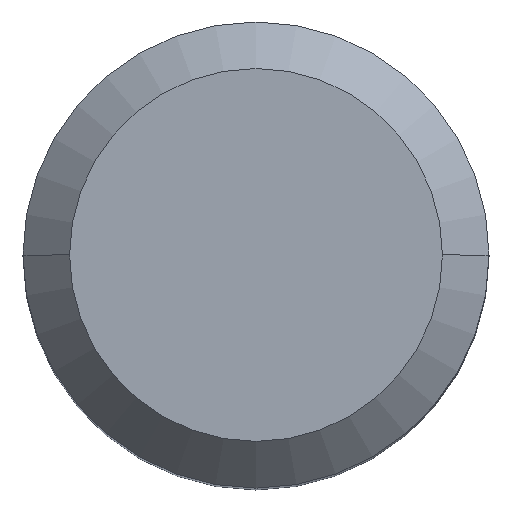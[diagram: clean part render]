
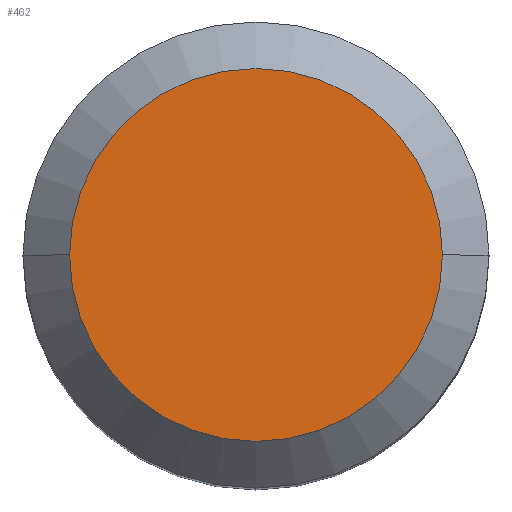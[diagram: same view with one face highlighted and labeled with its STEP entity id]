
A CAD part, top view. The second image highlights one B-rep face of the part: STEP entity #462.
In plain terms, the highlighted planar face has unit normal (0, 0, 1).
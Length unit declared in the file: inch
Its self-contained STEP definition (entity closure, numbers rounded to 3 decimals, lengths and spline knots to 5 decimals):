
#26 = CARTESIAN_POINT ( 'NONE',  ( 0., 0., 0. ) ) ;
#45 = VERTEX_POINT ( 'NONE', #201 ) ;
#57 = CIRCLE ( 'NONE', #119, 0.31496 ) ;
#80 = DIRECTION ( 'NONE',  ( 0., 0., 1. ) ) ;
#105 = CARTESIAN_POINT ( 'NONE',  ( 0., 0., 0. ) ) ;
#107 = CARTESIAN_POINT ( 'NONE',  ( 0., 0., 0. ) ) ;
#119 = AXIS2_PLACEMENT_3D ( 'NONE', #26, #177, #309 ) ;
#143 = DIRECTION ( 'NONE',  ( 1., 0., 0. ) ) ;
#170 = DIRECTION ( 'NONE',  ( -1., 0., 0. ) ) ;
#177 = DIRECTION ( 'NONE',  ( 0., 0., 1. ) ) ;
#185 = DIRECTION ( 'NONE',  ( 0., 0., -1. ) ) ;
#201 = CARTESIAN_POINT ( 'NONE',  ( 0.31496, 0., 0. ) ) ;
#211 = AXIS2_PLACEMENT_3D ( 'NONE', #107, #185, #170 ) ;
#218 = CARTESIAN_POINT ( 'NONE',  ( -0.31496, 0., 0. ) ) ;
#262 = EDGE_LOOP ( 'NONE', ( #301, #361 ) ) ;
#295 = PLANE ( 'NONE',  #211 ) ;
#301 = ORIENTED_EDGE ( 'NONE', *, *, #401, .T. ) ;
#309 = DIRECTION ( 'NONE',  ( 1., 0., 0. ) ) ;
#320 = CIRCLE ( 'NONE', #383, 0.31496 ) ;
#328 = VERTEX_POINT ( 'NONE', #218 ) ;
#361 = ORIENTED_EDGE ( 'NONE', *, *, #388, .T. ) ;
#383 = AXIS2_PLACEMENT_3D ( 'NONE', #105, #80, #143 ) ;
#388 = EDGE_CURVE ( 'NONE', #45, #328, #57, .T. ) ;
#401 = EDGE_CURVE ( 'NONE', #328, #45, #320, .T. ) ;
#462 = ADVANCED_FACE ( 'NONE', ( #476 ), #295, .F. ) ;
#476 = FACE_OUTER_BOUND ( 'NONE', #262, .T. ) ;
